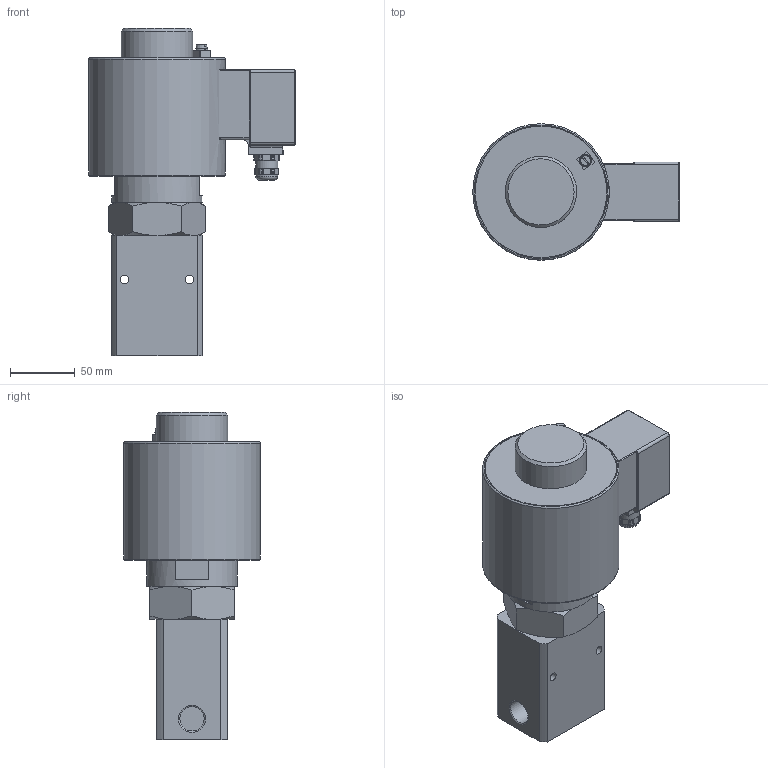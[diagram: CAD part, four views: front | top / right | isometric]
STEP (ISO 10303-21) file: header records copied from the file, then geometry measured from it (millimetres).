
FILE_DESCRIPTION(/* description */ ('3D-Modell'),/* implementation_level */ '2;1');
FILE_NAME(/* name */ '049.000064_1-041-23-1004-.278.stp',/* time_stamp */ '2021-02-12T12:10:18+01:00',/* author */ ('Asprott'),/* organization */ (''),/* preprocessor_version */ 'ST-DEVELOPER v16.1',/* originating_system */ 'Autodesk Inventor 2016',/* authorisation */ '');
FILE_SCHEMA (('AUTOMOTIVE_DESIGN { 1 0 10303 214 3 1 1 }'));
Length unit declared in the file: millimetre
Products named in the file (1): 88-005006
Bounding box: 159.08 x 105.16 x 252 mm (x, y, z)
Volume: 1506802 mm3; surface area: 103542.3 mm2
Topology: 1 solids, 1 shells, 267 faces, 666 edges, 416 vertices
Faces by surface type: plane 124, cylinder 76, cone 46, torus 13, bspline 8
Full cylindrical faces by diameter (mm): 3.082 x1, 4.51 x1, 6.5 x2, 6.8 x1, 17 x2, 18.631 x2, 55 x1, 70 x1, 105.16 x1
Entity records: 8756 total; most frequent: CARTESIAN_POINT 2896, ORIENTED_EDGE 1276, DIRECTION 1139, EDGE_CURVE 638, AXIS2_PLACEMENT_3D 437, VERTEX_POINT 411, EDGE_LOOP 309, FACE_OUTER_BOUND 267
